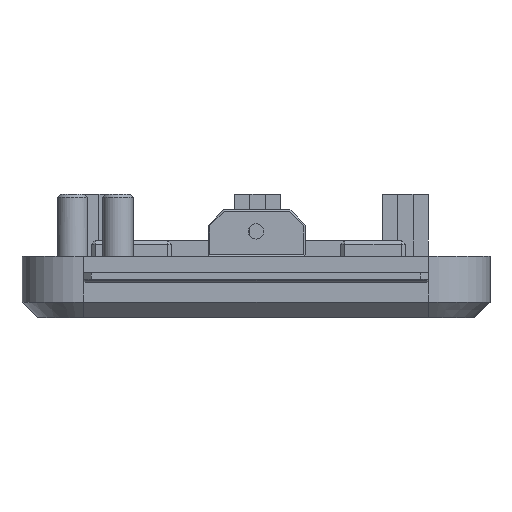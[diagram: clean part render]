
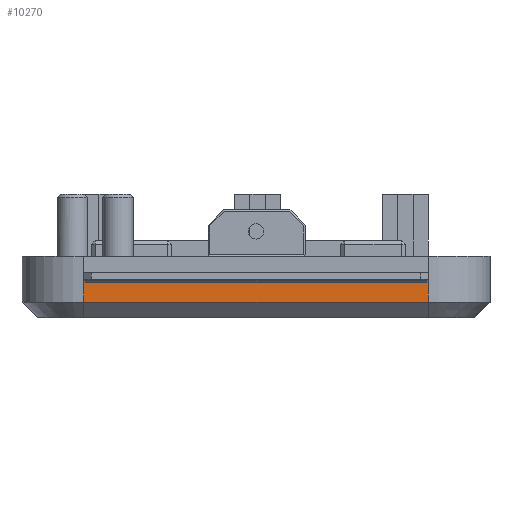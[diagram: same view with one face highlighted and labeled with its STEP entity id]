
A CAD part, left-side view. The second image highlights one B-rep face of the part: STEP entity #10270.
In plain terms, the highlighted planar face has unit normal (-1, 0, 0).
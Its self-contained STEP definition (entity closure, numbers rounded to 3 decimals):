
#9338 = VERTEX_POINT('',#9339);
#9339 = CARTESIAN_POINT('',(-31.882,-10.974,-8.1));
#9345 = EDGE_CURVE('',#9338,#9346,#9348,.T.);
#9346 = VERTEX_POINT('',#9347);
#9347 = CARTESIAN_POINT('',(-31.882,-10.974,-9.5));
#9348 = LINE('',#9349,#9350);
#9349 = CARTESIAN_POINT('',(-31.882,-10.974,4.5));
#9350 = VECTOR('',#9351,1.);
#9351 = DIRECTION('',(0.,0.,-1.));
#9403 = VERTEX_POINT('',#9404);
#9404 = CARTESIAN_POINT('',(-31.882,11.426,-9.5));
#9411 = EDGE_CURVE('',#9412,#9403,#9414,.T.);
#9412 = VERTEX_POINT('',#9413);
#9413 = CARTESIAN_POINT('',(-31.882,11.426,-8.1));
#9414 = LINE('',#9415,#9416);
#9415 = CARTESIAN_POINT('',(-31.882,11.426,4.5));
#9416 = VECTOR('',#9417,1.);
#9417 = DIRECTION('',(0.,0.,-1.));
#9763 = EDGE_CURVE('',#9403,#9346,#9764,.T.);
#9764 = LINE('',#9765,#9766);
#9765 = CARTESIAN_POINT('',(-31.882,11.426,-9.5));
#9766 = VECTOR('',#9767,1.);
#9767 = DIRECTION('',(0.,-1.,0.));
#10270 = ADVANCED_FACE('',(#10271),#10298,.T.);
#10271 = FACE_BOUND('',#10272,.T.);
#10272 = EDGE_LOOP('',(#10273,#10281,#10282,#10283,#10284,#10292));
#10273 = ORIENTED_EDGE('',*,*,#10274,.T.);
#10274 = EDGE_CURVE('',#10275,#9412,#10277,.T.);
#10275 = VERTEX_POINT('',#10276);
#10276 = CARTESIAN_POINT('',(-31.882,11.326,-8.2));
#10277 = LINE('',#10278,#10279);
#10278 = CARTESIAN_POINT('',(-31.882,11.326,-8.2));
#10279 = VECTOR('',#10280,1.);
#10280 = DIRECTION('',(0.,0.707,0.707));
#10281 = ORIENTED_EDGE('',*,*,#9411,.T.);
#10282 = ORIENTED_EDGE('',*,*,#9763,.T.);
#10283 = ORIENTED_EDGE('',*,*,#9345,.F.);
#10284 = ORIENTED_EDGE('',*,*,#10285,.F.);
#10285 = EDGE_CURVE('',#10286,#9338,#10288,.T.);
#10286 = VERTEX_POINT('',#10287);
#10287 = CARTESIAN_POINT('',(-31.882,-10.874,-8.2));
#10288 = LINE('',#10289,#10290);
#10289 = CARTESIAN_POINT('',(-31.882,-10.874,-8.2));
#10290 = VECTOR('',#10291,1.);
#10291 = DIRECTION('',(0.,-0.707,0.707));
#10292 = ORIENTED_EDGE('',*,*,#10293,.F.);
#10293 = EDGE_CURVE('',#10275,#10286,#10294,.T.);
#10294 = LINE('',#10295,#10296);
#10295 = CARTESIAN_POINT('',(-31.882,11.426,-8.2));
#10296 = VECTOR('',#10297,1.);
#10297 = DIRECTION('',(0.,-1.,0.));
#10298 = PLANE('',#10299);
#10299 = AXIS2_PLACEMENT_3D('',#10300,#10301,#10302);
#10300 = CARTESIAN_POINT('',(-31.882,11.426,4.5));
#10301 = DIRECTION('',(-1.,-0.,-0.));
#10302 = DIRECTION('',(0.,-1.,0.));
